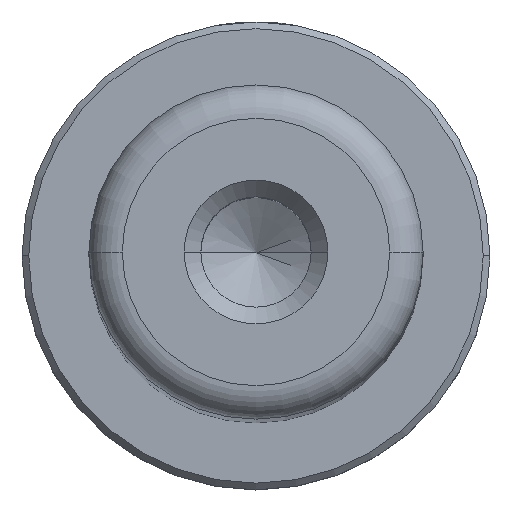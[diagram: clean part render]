
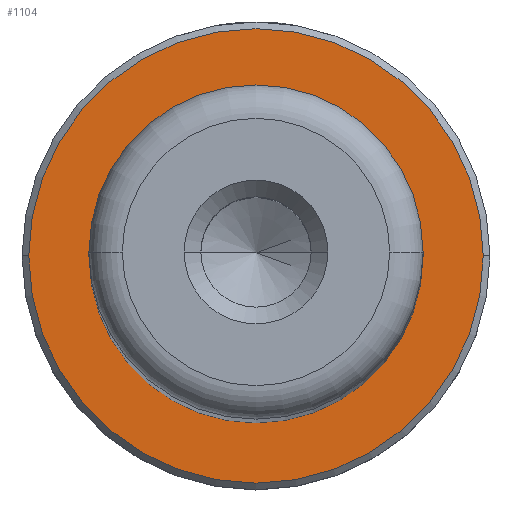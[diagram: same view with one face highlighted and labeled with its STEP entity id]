
A CAD part, top view. The second image highlights one B-rep face of the part: STEP entity #1104.
In plain terms, the highlighted planar face has unit normal (0, 0, 1).
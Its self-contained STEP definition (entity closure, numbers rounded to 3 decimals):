
#60 = DIRECTION ( 'NONE',  ( 0., 0., -1. ) ) ;
#107 = ORIENTED_EDGE ( 'NONE', *, *, #1646, .T. ) ;
#166 = DIRECTION ( 'NONE',  ( -1., 0., 0. ) ) ;
#188 = CIRCLE ( 'NONE', #1649, 4.5 ) ;
#229 = VERTEX_POINT ( 'NONE', #1903 ) ;
#257 = ORIENTED_EDGE ( 'NONE', *, *, #346, .T. ) ;
#284 = CARTESIAN_POINT ( 'NONE',  ( 0., 0., 13. ) ) ;
#285 = CARTESIAN_POINT ( 'NONE',  ( -4.5, 0., 13. ) ) ;
#346 = EDGE_CURVE ( 'NONE', #1589, #1005, #188, .T. ) ;
#451 = CARTESIAN_POINT ( 'NONE',  ( 0., 0., 13. ) ) ;
#628 = DIRECTION ( 'NONE',  ( -1., 0., 0. ) ) ;
#629 = DIRECTION ( 'NONE',  ( 1., 0., 0. ) ) ;
#650 = DIRECTION ( 'NONE',  ( 0., 0., -1. ) ) ;
#653 = DIRECTION ( 'NONE',  ( 0., 0., 1. ) ) ;
#683 = FACE_BOUND ( 'NONE', #2005, .T. ) ;
#738 = VERTEX_POINT ( 'NONE', #990 ) ;
#745 = EDGE_CURVE ( 'NONE', #229, #738, #1975, .T. ) ;
#839 = DIRECTION ( 'NONE',  ( 1., 0., 0. ) ) ;
#843 = DIRECTION ( 'NONE',  ( 0., 0., 1. ) ) ;
#848 = CARTESIAN_POINT ( 'NONE',  ( 0., 0., 13. ) ) ;
#896 = EDGE_CURVE ( 'NONE', #1005, #1589, #1812, .T. ) ;
#898 = EDGE_LOOP ( 'NONE', ( #107, #1374 ) ) ;
#990 = CARTESIAN_POINT ( 'NONE',  ( -6.8, 0., 13. ) ) ;
#1005 = VERTEX_POINT ( 'NONE', #285 ) ;
#1016 = CARTESIAN_POINT ( 'NONE',  ( 0., 0., 13. ) ) ;
#1082 = CARTESIAN_POINT ( 'NONE',  ( 4.5, 0., 13. ) ) ;
#1104 = ADVANCED_FACE ( 'NONE', ( #1440, #683 ), #1108, .T. ) ;
#1108 = PLANE ( 'NONE',  #1635 ) ;
#1275 = AXIS2_PLACEMENT_3D ( 'NONE', #1016, #650, #628 ) ;
#1308 = AXIS2_PLACEMENT_3D ( 'NONE', #848, #843, #839 ) ;
#1374 = ORIENTED_EDGE ( 'NONE', *, *, #745, .T. ) ;
#1394 = CIRCLE ( 'NONE', #1957, 6.8 ) ;
#1440 = FACE_OUTER_BOUND ( 'NONE', #898, .T. ) ;
#1518 = DIRECTION ( 'NONE',  ( 0., 0., 1. ) ) ;
#1589 = VERTEX_POINT ( 'NONE', #1082 ) ;
#1635 = AXIS2_PLACEMENT_3D ( 'NONE', #1850, #653, #1705 ) ;
#1646 = EDGE_CURVE ( 'NONE', #738, #229, #1394, .T. ) ;
#1649 = AXIS2_PLACEMENT_3D ( 'NONE', #284, #60, #166 ) ;
#1705 = DIRECTION ( 'NONE',  ( 1., 0., 0. ) ) ;
#1812 = CIRCLE ( 'NONE', #1275, 4.5 ) ;
#1850 = CARTESIAN_POINT ( 'NONE',  ( 0., 0., 13. ) ) ;
#1863 = ORIENTED_EDGE ( 'NONE', *, *, #896, .T. ) ;
#1903 = CARTESIAN_POINT ( 'NONE',  ( 6.8, 0., 13. ) ) ;
#1957 = AXIS2_PLACEMENT_3D ( 'NONE', #451, #1518, #629 ) ;
#1975 = CIRCLE ( 'NONE', #1308, 6.8 ) ;
#2005 = EDGE_LOOP ( 'NONE', ( #1863, #257 ) ) ;
